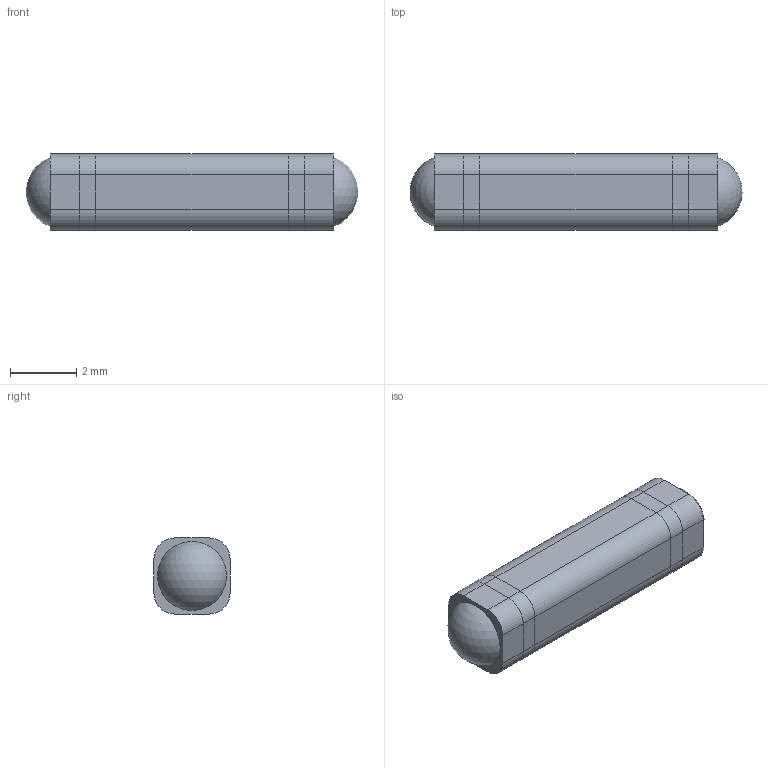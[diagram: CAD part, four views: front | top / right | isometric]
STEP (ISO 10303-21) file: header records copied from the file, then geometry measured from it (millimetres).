
FILE_DESCRIPTION(/* description */ (''),/* implementation_level */ '2;1');
FILE_NAME(/* name */ 'CAPC_TUSONIX_4701.stp',/* time_stamp */ '2017-01-24T11:54:26+01:00',/* author */ ('jchouvet'),/* organization */ (''),/* preprocessor_version */ 'ST-DEVELOPER v16.1',/* originating_system */ 'AutoCAD Mechanical',/* authorisation */ '');
FILE_SCHEMA (('AUTOMOTIVE_DESIGN { 1 0 10303 214 3 1 1 }'));
Length unit declared in the file: millimetre
Products named in the file (1): Product
Bounding box: 9.99 x 2.29 x 2.29 mm (x, y, z)
Volume: 44.7 mm3; surface area: 121.3 mm2
Topology: 5 solids, 5 shells, 52 faces, 122 edges, 82 vertices
Faces by surface type: plane 30, cylinder 20, sphere 2
Entity records: 1539 total; most frequent: DIRECTION 270, CARTESIAN_POINT 257, ORIENTED_EDGE 244, EDGE_CURVE 122, AXIS2_PLACEMENT_3D 95, VERTEX_POINT 82, LINE 80, VECTOR 80
